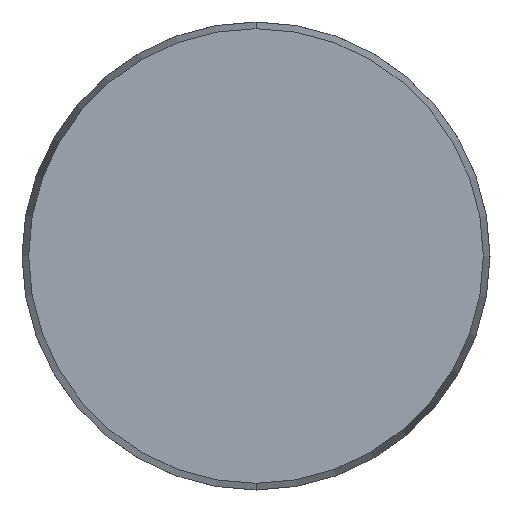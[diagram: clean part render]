
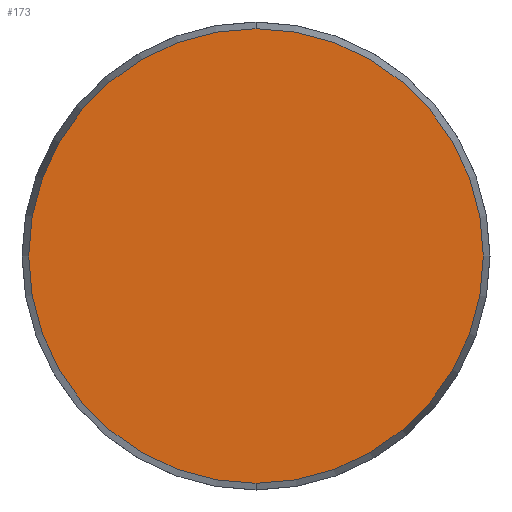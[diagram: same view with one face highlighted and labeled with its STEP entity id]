
A CAD part, front view. The second image highlights one B-rep face of the part: STEP entity #173.
In plain terms, the highlighted planar face has unit normal (0, -1, 0).
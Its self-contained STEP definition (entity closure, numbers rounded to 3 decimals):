
#45 = ORIENTED_EDGE ( 'NONE', *, *, #793, .T. ) ;
#54 = ORIENTED_EDGE ( 'NONE', *, *, #869, .T. ) ;
#173 = ADVANCED_FACE ( 'NONE', ( #409 ), #967, .F. ) ;
#276 = CIRCLE ( 'NONE', #360, 29.143 ) ;
#286 = AXIS2_PLACEMENT_3D ( 'NONE', #416, #413, #879 ) ;
#360 = AXIS2_PLACEMENT_3D ( 'NONE', #407, #795, #974 ) ;
#363 = VERTEX_POINT ( 'NONE', #649 ) ;
#402 = CARTESIAN_POINT ( 'NONE',  ( -29.143, 0., 0. ) ) ;
#407 = CARTESIAN_POINT ( 'NONE',  ( 0., 0., 0. ) ) ;
#409 = FACE_OUTER_BOUND ( 'NONE', #922, .T. ) ;
#413 = DIRECTION ( 'NONE',  ( 0., -1., 0. ) ) ;
#416 = CARTESIAN_POINT ( 'NONE',  ( 0., 0., 0. ) ) ;
#563 = CIRCLE ( 'NONE', #286, 29.143 ) ;
#629 = DIRECTION ( 'NONE',  ( 0., 1., 0. ) ) ;
#649 = CARTESIAN_POINT ( 'NONE',  ( 0., 0., -29.143 ) ) ;
#695 = VERTEX_POINT ( 'NONE', #807 ) ;
#784 = AXIS2_PLACEMENT_3D ( 'NONE', #402, #629, #787 ) ;
#787 = DIRECTION ( 'NONE',  ( 0., 0., 1. ) ) ;
#793 = EDGE_CURVE ( 'NONE', #695, #363, #276, .T. ) ;
#795 = DIRECTION ( 'NONE',  ( 0., -1., 0. ) ) ;
#807 = CARTESIAN_POINT ( 'NONE',  ( 0., 0., 29.143 ) ) ;
#869 = EDGE_CURVE ( 'NONE', #363, #695, #563, .T. ) ;
#879 = DIRECTION ( 'NONE',  ( 0., 0., -1. ) ) ;
#922 = EDGE_LOOP ( 'NONE', ( #45, #54 ) ) ;
#967 = PLANE ( 'NONE',  #784 ) ;
#974 = DIRECTION ( 'NONE',  ( 0., 0., -1. ) ) ;
